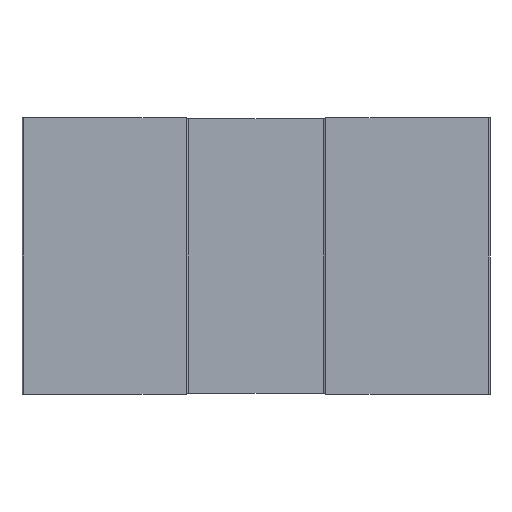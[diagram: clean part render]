
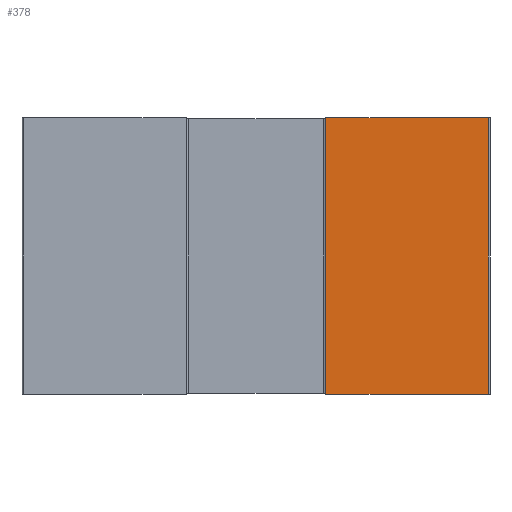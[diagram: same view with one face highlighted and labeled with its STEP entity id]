
A CAD part, front view. The second image highlights one B-rep face of the part: STEP entity #378.
In plain terms, the highlighted planar face has unit normal (0, -1, 0).
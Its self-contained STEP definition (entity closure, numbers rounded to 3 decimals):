
#25 = DIRECTION ( 'NONE',  ( 0., 0., 1. ) ) ;
#72 = VERTEX_POINT ( 'NONE', #1122 ) ;
#74 = VERTEX_POINT ( 'NONE', #1128 ) ;
#137 = ORIENTED_EDGE ( 'NONE', *, *, #814, .T. ) ;
#139 = ORIENTED_EDGE ( 'NONE', *, *, #371, .T. ) ;
#140 = ORIENTED_EDGE ( 'NONE', *, *, #822, .T. ) ;
#143 = ORIENTED_EDGE ( 'NONE', *, *, #823, .F. ) ;
#190 = VERTEX_POINT ( 'NONE', #1068 ) ;
#259 = PLANE ( 'NONE',  #1032 ) ;
#286 = LINE ( 'NONE', #603, #289 ) ;
#289 = VECTOR ( 'NONE', #955, 1000. ) ;
#302 = LINE ( 'NONE', #970, #305 ) ;
#304 = LINE ( 'NONE', #972, #307 ) ;
#305 = VECTOR ( 'NONE', #971, 1000. ) ;
#307 = VECTOR ( 'NONE', #973, 1000. ) ;
#331 = CARTESIAN_POINT ( 'NONE',  ( 1.06, 0., 2.1 ) ) ;
#332 = DIRECTION ( 'NONE',  ( 0., 0., -1. ) ) ;
#337 = CARTESIAN_POINT ( 'NONE',  ( 1.06, 0., 2.1 ) ) ;
#340 = DIRECTION ( 'NONE',  ( 0., 1., 0. ) ) ;
#371 = EDGE_CURVE ( 'NONE', #568, #74, #531, .T. ) ;
#378 = ADVANCED_FACE ( 'NONE', ( #541 ), #259, .F. ) ;
#504 = EDGE_LOOP ( 'NONE', ( #137, #140, #143, #139 ) ) ;
#531 = LINE ( 'NONE', #331, #534 ) ;
#534 = VECTOR ( 'NONE', #332, 1000. ) ;
#541 = FACE_OUTER_BOUND ( 'NONE', #504, .T. ) ;
#568 = VERTEX_POINT ( 'NONE', #847 ) ;
#603 = CARTESIAN_POINT ( 'NONE',  ( 1.06, 0., -2.1 ) ) ;
#814 = EDGE_CURVE ( 'NONE', #74, #190, #286, .T. ) ;
#822 = EDGE_CURVE ( 'NONE', #190, #72, #302, .T. ) ;
#823 = EDGE_CURVE ( 'NONE', #568, #72, #304, .T. ) ;
#847 = CARTESIAN_POINT ( 'NONE',  ( 1.06, 0., 2.1 ) ) ;
#955 = DIRECTION ( 'NONE',  ( 1., 0., 0. ) ) ;
#970 = CARTESIAN_POINT ( 'NONE',  ( 3.525, 0., 2.1 ) ) ;
#971 = DIRECTION ( 'NONE',  ( 0., 0., 1. ) ) ;
#972 = CARTESIAN_POINT ( 'NONE',  ( 1.06, 0., 2.1 ) ) ;
#973 = DIRECTION ( 'NONE',  ( 1., 0., 0. ) ) ;
#1032 = AXIS2_PLACEMENT_3D ( 'NONE', #337, #340, #25 ) ;
#1068 = CARTESIAN_POINT ( 'NONE',  ( 3.525, 0., -2.1 ) ) ;
#1122 = CARTESIAN_POINT ( 'NONE',  ( 3.525, 0., 2.1 ) ) ;
#1128 = CARTESIAN_POINT ( 'NONE',  ( 1.06, 0., -2.1 ) ) ;
